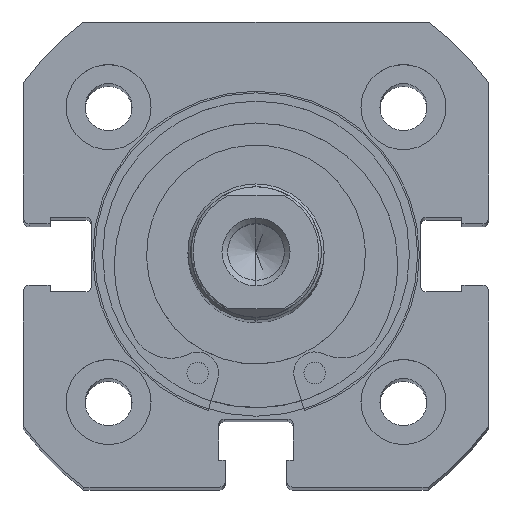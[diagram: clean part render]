
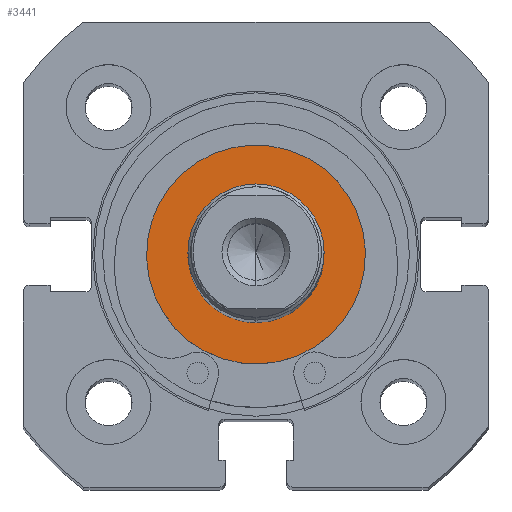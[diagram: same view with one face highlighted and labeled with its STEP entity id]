
A CAD part, top view. The second image highlights one B-rep face of the part: STEP entity #3441.
In plain terms, the highlighted face is planar.
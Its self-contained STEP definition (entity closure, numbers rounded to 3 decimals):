
#51 = EDGE_LOOP ( 'NONE', ( #1972, #1984 ) ) ;
#54 = EDGE_LOOP ( 'NONE', ( #1968, #1952 ) ) ;
#372 = CARTESIAN_POINT ( 'NONE',  ( 0., 9.65, 0. ) ) ;
#373 = PLANE ( 'NONE',  #5092 ) ;
#374 = DIRECTION ( 'NONE',  ( 1., 0., 0. ) ) ;
#375 = DIRECTION ( 'NONE',  ( 0., 0., -1. ) ) ;
#742 = CARTESIAN_POINT ( 'NONE',  ( 0., 0., -9.65 ) ) ;
#762 = CARTESIAN_POINT ( 'NONE',  ( 0., 0., 6. ) ) ;
#778 = CARTESIAN_POINT ( 'NONE',  ( 0., 0., 9.65 ) ) ;
#832 = CARTESIAN_POINT ( 'NONE',  ( 0., 0., -6. ) ) ;
#1283 = CARTESIAN_POINT ( 'NONE',  ( 0., 0., 0. ) ) ;
#1284 = DIRECTION ( 'NONE',  ( -1., 0., 0. ) ) ;
#1285 = DIRECTION ( 'NONE',  ( 0., 0., 1. ) ) ;
#1337 = CARTESIAN_POINT ( 'NONE',  ( 0., 0., 0. ) ) ;
#1340 = DIRECTION ( 'NONE',  ( -1., 0., 0. ) ) ;
#1341 = DIRECTION ( 'NONE',  ( 0., 0., 1. ) ) ;
#1349 = CARTESIAN_POINT ( 'NONE',  ( 0., 0., 0. ) ) ;
#1356 = DIRECTION ( 'NONE',  ( -1., 0., 0. ) ) ;
#1357 = DIRECTION ( 'NONE',  ( 0., 0., 1. ) ) ;
#1458 = CARTESIAN_POINT ( 'NONE',  ( 0., 0., 0. ) ) ;
#1465 = DIRECTION ( 'NONE',  ( -1., 0., 0. ) ) ;
#1466 = DIRECTION ( 'NONE',  ( 0., 0., 1. ) ) ;
#1952 = ORIENTED_EDGE ( 'NONE', *, *, #4803, .F. ) ;
#1968 = ORIENTED_EDGE ( 'NONE', *, *, #4847, .F. ) ;
#1972 = ORIENTED_EDGE ( 'NONE', *, *, #4781, .T. ) ;
#1984 = ORIENTED_EDGE ( 'NONE', *, *, #4809, .T. ) ;
#2832 = FACE_BOUND ( 'NONE', #54, .T. ) ;
#2841 = FACE_OUTER_BOUND ( 'NONE', #51, .T. ) ;
#3235 = CIRCLE ( 'NONE', #5249, 9.65 ) ;
#3265 = CIRCLE ( 'NONE', #5264, 6. ) ;
#3277 = CIRCLE ( 'NONE', #5267, 9.65 ) ;
#3331 = CIRCLE ( 'NONE', #5285, 6. ) ;
#3441 = ADVANCED_FACE ( 'NONE', ( #2832, #2841 ), #373, .F. ) ;
#3581 = VERTEX_POINT ( 'NONE', #742 ) ;
#3601 = VERTEX_POINT ( 'NONE', #762 ) ;
#3617 = VERTEX_POINT ( 'NONE', #778 ) ;
#3671 = VERTEX_POINT ( 'NONE', #832 ) ;
#4781 = EDGE_CURVE ( 'NONE', #3617, #3581, #3235, .T. ) ;
#4803 = EDGE_CURVE ( 'NONE', #3671, #3601, #3265, .T. ) ;
#4809 = EDGE_CURVE ( 'NONE', #3581, #3617, #3277, .T. ) ;
#4847 = EDGE_CURVE ( 'NONE', #3601, #3671, #3331, .T. ) ;
#5092 = AXIS2_PLACEMENT_3D ( 'NONE', #372, #374, #375 ) ;
#5249 = AXIS2_PLACEMENT_3D ( 'NONE', #1283, #1284, #1285 ) ;
#5264 = AXIS2_PLACEMENT_3D ( 'NONE', #1337, #1340, #1341 ) ;
#5267 = AXIS2_PLACEMENT_3D ( 'NONE', #1349, #1356, #1357 ) ;
#5285 = AXIS2_PLACEMENT_3D ( 'NONE', #1458, #1465, #1466 ) ;
